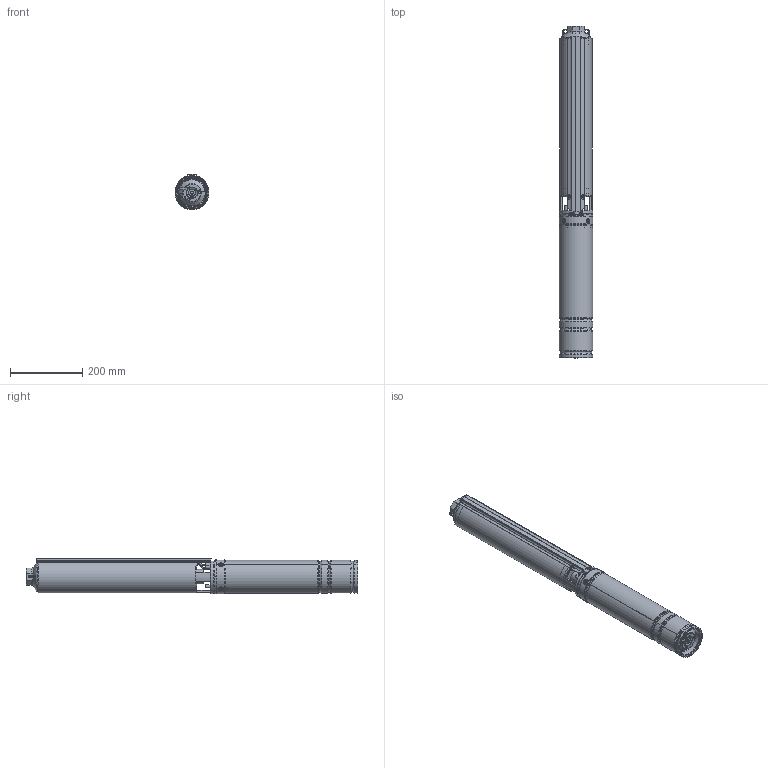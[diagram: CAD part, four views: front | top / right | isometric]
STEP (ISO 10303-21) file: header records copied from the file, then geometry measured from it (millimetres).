
FILE_DESCRIPTION (( 'STEP AP214' ), '1' );
FILE_NAME ('10012949swa00.step', '2021-10-26T15:34:38', ( 'Windows User' ), ( '' ), 'SwSTEP 2.0', 'SolidWorks 2020', '' );
FILE_SCHEMA (( 'AUTOMOTIVE_DESIGN' ));
Length unit declared in the file: millimetre
Products named in the file (25): Copia di Z44A-0005-TAPPO M8_REV1^10012933swa00_Default<A macchina>; Copia di Z44S-0007-Assieme spina superiore^10012933swa00; 10012669swn00_M4x8 A2; 10012589swa00_4SDP 3-21; Camicia^10012589swa00_4SDP 3-21; Corpo di mandata 1 1-4^10012589swa00; Copia di Z44A-0008-COPERCHIO MEMBRANA^10012933swa00; Copricavo^10012589swa00_4SDP 3-21; 10007621swn00_TCB+ M4x10 UNI 7687 A2-70; 10000030swn00_M5X10 A2; Copia di Z44A-0003-PRIGIONIERO M8x35^10012933swa00; Copia di Z44C-0001_Camicia motore 4 Inch^10012933swa00_4MS 150T; Copia di Z44A-0001-ANELLO D''ARRESTO^10012933swa00_Deformato; Copia di Z44A-0002-BORCHIA DI SOSTEGNO^10012933swa00; Copia di 440401-XC - SUPPORTO SUP. INOX^10012933swa00; 10012933swa00_4CS-R 1,5T; Copia di Z44A-0004-PARASABBIA^10012933swa00_Per assieme Ingombro; Supporto d''aspirazione^10012589swa00; 10012949swa00
Assembly tree (30 placements, depth 3):
  10012949swa00
    10012589swa00_4SDP 3-21
      Camicia^10012589swa00_4SDP 3-21
      Supporto d''aspirazione^10012589swa00
      Corpo di mandata 1 1-4^10012589swa00
      Copricavo^10012589swa00_4SDP 3-21
      10007621swn00_TCB+ M4x10 UNI 7687 A2-70  x2
    10012933swa00_4CS-R 1,5T
      Copia di 440401-XC - SUPPORTO SUP. INOX^10012933swa00
      Copia di Z44C-0001_Camicia motore 4 Inch^10012933swa00_4MS 150T
      Copia di Z44A-0008-COPERCHIO MEMBRANA^10012933swa00
      Copia di Z44A-0001-ANELLO D''ARRESTO^10012933swa00_Deformato
      Copia di Z44A-0002-BORCHIA DI SOSTEGNO^10012933swa00  x4
      Copia di Z44A-0005-TAPPO M8_REV1^10012933swa00_Default<A macchina>
      Copia di Z44A-0005-TAPPO M8_REV1^10012933swa00_Default<A macchina>
      Copia di Z44A-0004-PARASABBIA^10012933swa00_Per assieme Ingombro
      Copia di Z44A-0003-PRIGIONIERO M8x35^10012933swa00
      Copia di Z44A-0003-PRIGIONIERO M8x35^10012933swa00
      Copia di Z44A-0003-PRIGIONIERO M8x35^10012933swa00
      Copia di Z44A-0003-PRIGIONIERO M8x35^10012933swa00
      Copia di Z44S-0007-Assieme spina superiore^10012933swa00
      10000030swn00_M5X10 A2
      10000030swn00_M5X10 A2
      10012669swn00_M4x8 A2
      10012669swn00_M4x8 A2  x3
Bounding box: 94 x 918.5 x 97.96 mm (x, y, z)
Volume: 3244058.5 mm3; surface area: 561905.4 mm2
Topology: 29 solids, 29 shells, 1315 faces, 3177 edges, 1926 vertices
Faces by surface type: cylinder 470, plane 371, cone 194, torus 190, bspline 82, sphere 8
Entity records: 40785 total; most frequent: CARTESIAN_POINT 11803, DIRECTION 5974, ORIENTED_EDGE 5642, EDGE_CURVE 2821, AXIS2_PLACEMENT_3D 2457, VERTEX_POINT 1724, CIRCLE 1336, EDGE_LOOP 1279
